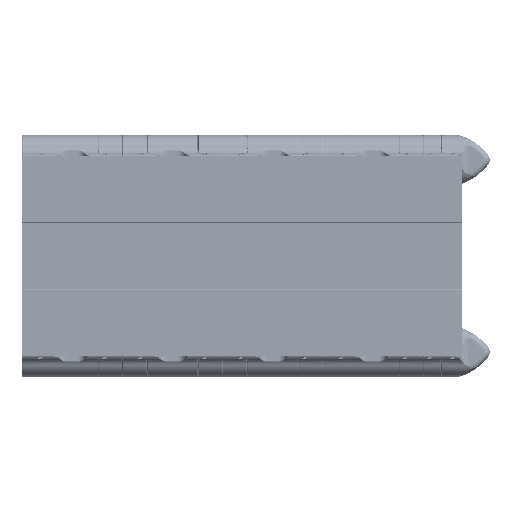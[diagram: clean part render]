
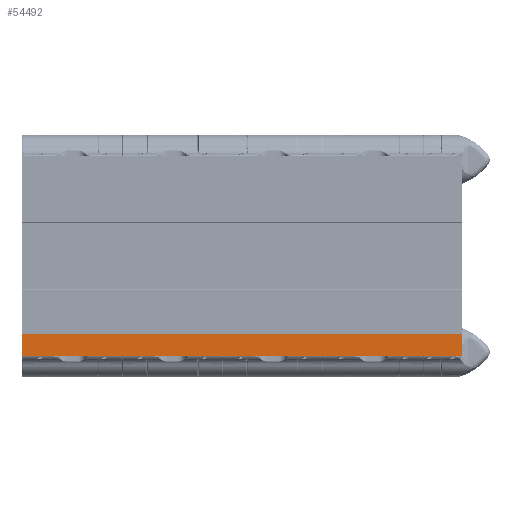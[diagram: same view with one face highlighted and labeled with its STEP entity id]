
A CAD part, top view. The second image highlights one B-rep face of the part: STEP entity #54492.
In plain terms, the highlighted planar face has unit normal (0, 0, 1).
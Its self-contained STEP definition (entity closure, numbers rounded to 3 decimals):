
#6453=PLANE('',#60604);
#9466=FACE_OUTER_BOUND('',#12996,.T.);
#12996=EDGE_LOOP('',(#47743,#47744,#47745,#47746));
#15752=LINE('',#122555,#18968);
#15753=LINE('',#122559,#18969);
#15754=LINE('',#122560,#18970);
#15755=LINE('',#122561,#18971);
#18968=VECTOR('',#74386,0.394);
#18969=VECTOR('',#74389,0.394);
#18970=VECTOR('',#74390,0.394);
#18971=VECTOR('',#74391,0.394);
#26580=VERTEX_POINT('',#122446);
#26634=VERTEX_POINT('',#122553);
#26635=VERTEX_POINT('',#122557);
#26636=VERTEX_POINT('',#122558);
#33835=EDGE_CURVE('',#26634,#26580,#15752,.T.);
#33836=EDGE_CURVE('',#26635,#26636,#15753,.T.);
#33837=EDGE_CURVE('',#26635,#26580,#15754,.T.);
#33838=EDGE_CURVE('',#26636,#26634,#15755,.T.);
#47743=ORIENTED_EDGE('',*,*,#33836,.F.);
#47744=ORIENTED_EDGE('',*,*,#33837,.T.);
#47745=ORIENTED_EDGE('',*,*,#33835,.F.);
#47746=ORIENTED_EDGE('',*,*,#33838,.F.);
#54492=ADVANCED_FACE('',(#9466),#6453,.T.);
#60604=AXIS2_PLACEMENT_3D('',#122556,#74387,#74388);
#74386=DIRECTION('',(0.,-1.,0.));
#74387=DIRECTION('center_axis',(0.,0.,
1.));
#74388=DIRECTION('ref_axis',(0.,-1.,0.));
#74389=DIRECTION('',(0.,1.,0.));
#74390=DIRECTION('',(1.,0.,0.));
#74391=DIRECTION('',(1.,0.,0.));
#122446=CARTESIAN_POINT('',(53.,-68.95,16.295));
#122553=CARTESIAN_POINT('',(53.,-61.05,16.295));
#122555=CARTESIAN_POINT('',(53.,-68.95,16.295));
#122556=CARTESIAN_POINT('Origin',(-105.,-61.05,16.295));
#122557=CARTESIAN_POINT('',(-105.,-68.95,16.295));
#122558=CARTESIAN_POINT('',(-105.,-61.05,16.295));
#122559=CARTESIAN_POINT('',(-105.,-68.95,16.295));
#122560=CARTESIAN_POINT('',(-105.,-68.95,16.295));
#122561=CARTESIAN_POINT('',(-105.,-61.05,16.295));
